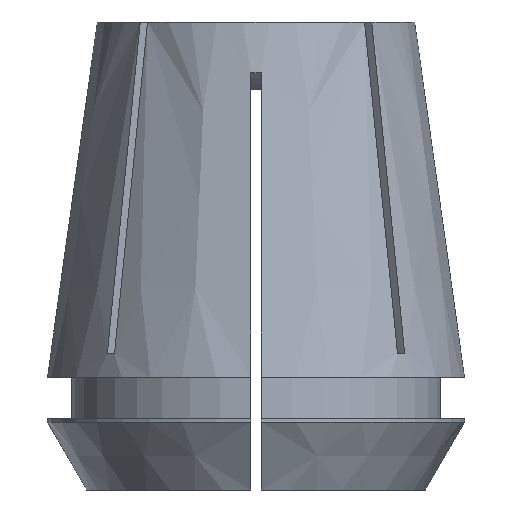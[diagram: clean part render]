
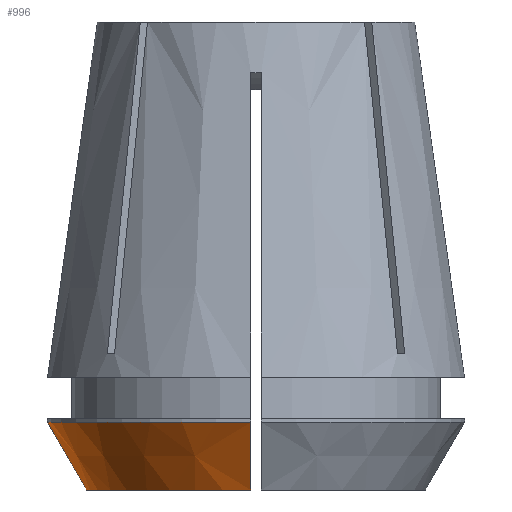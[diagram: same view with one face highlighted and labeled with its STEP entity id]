
A CAD part, front view. The second image highlights one B-rep face of the part: STEP entity #996.
In plain terms, the highlighted conical face has half-angle 30 degrees and reference radius 16.659 mm.
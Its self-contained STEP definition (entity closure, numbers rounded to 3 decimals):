
#58 = EDGE_CURVE ( 'NONE', #2842, #1138, #1119, .T. ) ;
#65 = CARTESIAN_POINT ( 'NONE',  ( -0.5, -17.837, -43.947 ) ) ;
#198 = CARTESIAN_POINT ( 'NONE',  ( 0., 0., -46. ) ) ;
#254 = CARTESIAN_POINT ( 'NONE',  ( -0.5, -16.651, -46. ) ) ;
#302 = CARTESIAN_POINT ( 'NONE',  ( 0., 0., -39.346 ) ) ;
#327 = AXIS2_PLACEMENT_3D ( 'NONE', #1762, #2877, #1054 ) ;
#422 = DIRECTION ( 'NONE',  ( 0., 0., 1. ) ) ;
#502 = DIRECTION ( 'NONE',  ( 0., 0., 1. ) ) ;
#516 = CARTESIAN_POINT ( 'NONE',  ( -19.118, -0.5, -41.73 ) ) ;
#674 = CARTESIAN_POINT ( 'NONE',  ( -20.494, -0.5, -39.346 ) ) ;
#713 = B_SPLINE_CURVE_WITH_KNOTS ( 'NONE', 3,
 ( #1449, #1252, #65, #2831, #1511, #1413, #2339 ),
 .UNSPECIFIED., .F., .F.,
 ( 4, 3, 4 ),
 ( 0.021, 0.025, 0.029 ),
 .UNSPECIFIED. ) ;
#878 = AXIS2_PLACEMENT_3D ( 'NONE', #302, #502, #2256 ) ;
#996 = ADVANCED_FACE ( 'NONE', ( #2901 ), #1019, .T. ) ;
#1019 = CONICAL_SURFACE ( 'NONE', #327, 16.659, 0.524 ) ;
#1037 = VERTEX_POINT ( 'NONE', #1617 ) ;
#1054 = DIRECTION ( 'NONE',  ( 1., 0., 0. ) ) ;
#1104 = ORIENTED_EDGE ( 'NONE', *, *, #1962, .T. ) ;
#1119 = CIRCLE ( 'NONE', #878, 20.5 ) ;
#1138 = VERTEX_POINT ( 'NONE', #2493 ) ;
#1146 = CARTESIAN_POINT ( 'NONE',  ( -17.244, -0.5, -44.974 ) ) ;
#1186 = CARTESIAN_POINT ( 'NONE',  ( -18.429, -0.5, -42.921 ) ) ;
#1232 = B_SPLINE_CURVE_WITH_KNOTS ( 'NONE', 3,
 ( #2193, #1146, #2668, #1186, #516, #2437, #1917 ),
 .UNSPECIFIED., .F., .F.,
 ( 4, 3, 4 ),
 ( 0.021, 0.025, 0.029 ),
 .UNSPECIFIED. ) ;
#1252 = CARTESIAN_POINT ( 'NONE',  ( -0.5, -17.244, -44.974 ) ) ;
#1413 = CARTESIAN_POINT ( 'NONE',  ( -0.5, -19.806, -40.538 ) ) ;
#1449 = CARTESIAN_POINT ( 'NONE',  ( -0.5, -16.651, -46. ) ) ;
#1482 = EDGE_CURVE ( 'NONE', #1775, #1138, #713, .T. ) ;
#1490 = ORIENTED_EDGE ( 'NONE', *, *, #2894, .F. ) ;
#1511 = CARTESIAN_POINT ( 'NONE',  ( -0.5, -19.118, -41.73 ) ) ;
#1617 = CARTESIAN_POINT ( 'NONE',  ( -16.651, -0.5, -46. ) ) ;
#1630 = ORIENTED_EDGE ( 'NONE', *, *, #1482, .T. ) ;
#1658 = AXIS2_PLACEMENT_3D ( 'NONE', #198, #422, #2210 ) ;
#1762 = CARTESIAN_POINT ( 'NONE',  ( 0., 0., -46. ) ) ;
#1775 = VERTEX_POINT ( 'NONE', #254 ) ;
#1917 = CARTESIAN_POINT ( 'NONE',  ( -20.494, -0.5, -39.346 ) ) ;
#1962 = EDGE_CURVE ( 'NONE', #1037, #1775, #2469, .T. ) ;
#2193 = CARTESIAN_POINT ( 'NONE',  ( -16.651, -0.5, -46. ) ) ;
#2210 = DIRECTION ( 'NONE',  ( 1., 0., 0. ) ) ;
#2256 = DIRECTION ( 'NONE',  ( 1., 0., 0. ) ) ;
#2339 = CARTESIAN_POINT ( 'NONE',  ( -0.5, -20.494, -39.346 ) ) ;
#2423 = ORIENTED_EDGE ( 'NONE', *, *, #58, .F. ) ;
#2437 = CARTESIAN_POINT ( 'NONE',  ( -19.806, -0.5, -40.538 ) ) ;
#2469 = CIRCLE ( 'NONE', #1658, 16.659 ) ;
#2493 = CARTESIAN_POINT ( 'NONE',  ( -0.5, -20.494, -39.346 ) ) ;
#2541 = EDGE_LOOP ( 'NONE', ( #1490, #1104, #1630, #2423 ) ) ;
#2668 = CARTESIAN_POINT ( 'NONE',  ( -17.837, -0.5, -43.947 ) ) ;
#2831 = CARTESIAN_POINT ( 'NONE',  ( -0.5, -18.429, -42.921 ) ) ;
#2842 = VERTEX_POINT ( 'NONE', #674 ) ;
#2877 = DIRECTION ( 'NONE',  ( 0., 0., 1. ) ) ;
#2894 = EDGE_CURVE ( 'NONE', #1037, #2842, #1232, .T. ) ;
#2901 = FACE_OUTER_BOUND ( 'NONE', #2541, .T. ) ;
